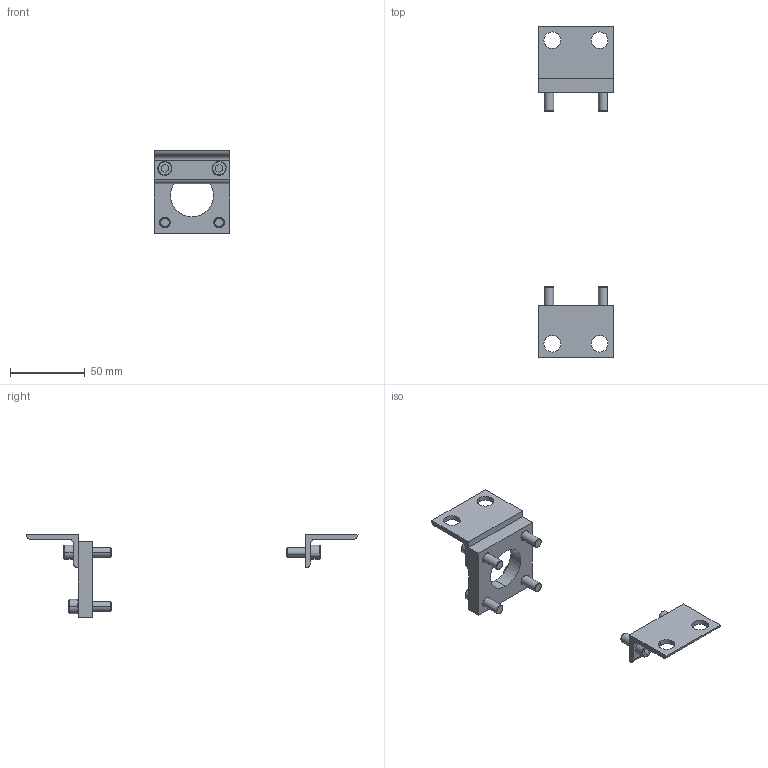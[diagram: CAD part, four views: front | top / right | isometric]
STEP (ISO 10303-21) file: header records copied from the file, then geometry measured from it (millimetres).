
FILE_DESCRIPTION (( 'STEP AP203' ), '1' );
FILE_NAME ('D2AM-1.step', '2020-09-03T19:33:00', ( '' ), ( '' ), 'SwSTEP 2.0', 'SolidWorks 2019', '' );
FILE_SCHEMA (( 'CONFIG_CONTROL_DESIGN' ));
Length unit declared in the file: inch
Products named in the file (3): D2AM-1; D2AM-1_1; D2AM-1_2
Assembly tree (2 placements, depth 2):
  D2AM-1
    D2AM-1_1
    D2AM-1_2
Bounding box: 50.82 x 222.25 x 55.45 mm (x, y, z)
Volume: 37790.4 mm3; surface area: 22926 mm2
Topology: 9 solids, 9 shells, 178 faces, 396 edges, 248 vertices
Faces by surface type: plane 78, cylinder 58, cone 42
Entity records: 5391 total; most frequent: CARTESIAN_POINT 985, DIRECTION 906, ORIENTED_EDGE 792, EDGE_CURVE 396, AXIS2_PLACEMENT_3D 343, VERTEX_POINT 248, VECTOR 220, LINE 220
